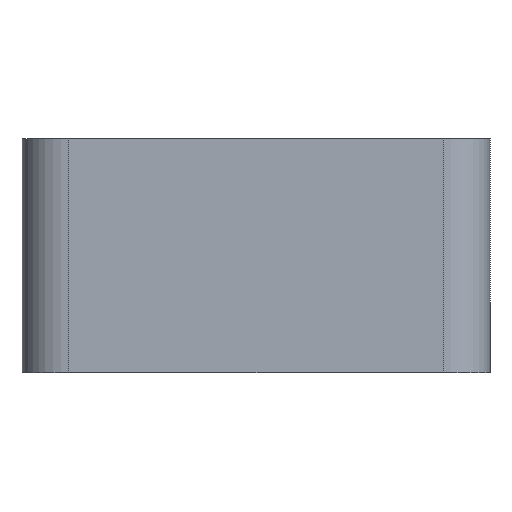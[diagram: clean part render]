
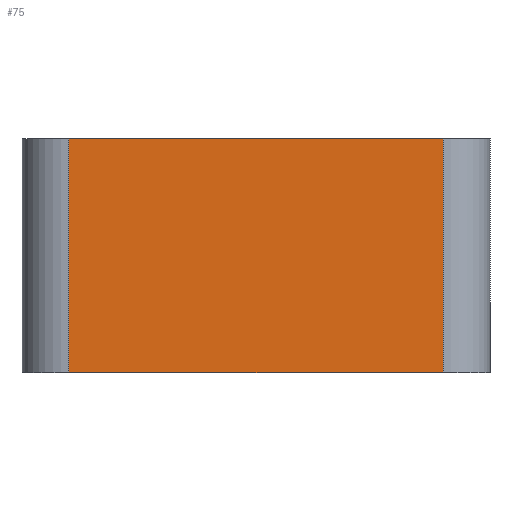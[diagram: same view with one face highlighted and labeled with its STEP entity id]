
A CAD part, left-side view. The second image highlights one B-rep face of the part: STEP entity #75.
In plain terms, the highlighted planar face has unit normal (-1, 0, 0).
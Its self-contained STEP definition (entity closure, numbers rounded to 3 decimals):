
#75=ADVANCED_FACE('',(#327),#329,.T.);
#327=FACE_BOUND('',#328,.T.);
#328=EDGE_LOOP('',(#1224,#1225,#1226,#1227));
#329=PLANE('',#330);
#330=AXIS2_PLACEMENT_3D('',#331,#332,#333);
#331=CARTESIAN_POINT('',(-10.,-8.,10.));
#332=DIRECTION('',(-1.,0.,-0.));
#333=DIRECTION('',(0.,1.,0.));
#1224=ORIENTED_EDGE('',*,*,#1566,.T.);
#1225=ORIENTED_EDGE('',*,*,#1618,.T.);
#1226=ORIENTED_EDGE('',*,*,#1504,.F.);
#1227=ORIENTED_EDGE('',*,*,#1617,.F.);
#1504=EDGE_CURVE('',#1764,#1766,#1767,.T.);
#1566=EDGE_CURVE('',#1872,#1870,#1873,.T.);
#1617=EDGE_CURVE('',#1872,#1764,#1954,.T.);
#1618=EDGE_CURVE('',#1870,#1766,#1955,.T.);
#1764=VERTEX_POINT('',#2229);
#1766=VERTEX_POINT('',#2234);
#1767=LINE('',#2235,#2236);
#1870=VERTEX_POINT('',#2491);
#1872=VERTEX_POINT('',#2496);
#1873=LINE('',#2497,#2498);
#1954=LINE('',#2710,#2711);
#1955=LINE('',#2713,#2714);
#2229=CARTESIAN_POINT('',(-10.,-8.,0.));
#2234=CARTESIAN_POINT('',(-10.,8.,0.));
#2235=CARTESIAN_POINT('',(-10.,-8.,0.));
#2236=VECTOR('',#2237,1.);
#2237=DIRECTION('',(0.,1.,0.));
#2491=CARTESIAN_POINT('',(-10.,8.,10.));
#2496=CARTESIAN_POINT('',(-10.,-8.,10.));
#2497=CARTESIAN_POINT('',(-10.,-8.,10.));
#2498=VECTOR('',#2499,1.);
#2499=DIRECTION('',(0.,1.,0.));
#2710=CARTESIAN_POINT('',(-10.,-8.,10.));
#2711=VECTOR('',#2712,1.);
#2712=DIRECTION('',(0.,0.,-1.));
#2713=CARTESIAN_POINT('',(-10.,8.,10.));
#2714=VECTOR('',#2715,1.);
#2715=DIRECTION('',(0.,0.,-1.));
